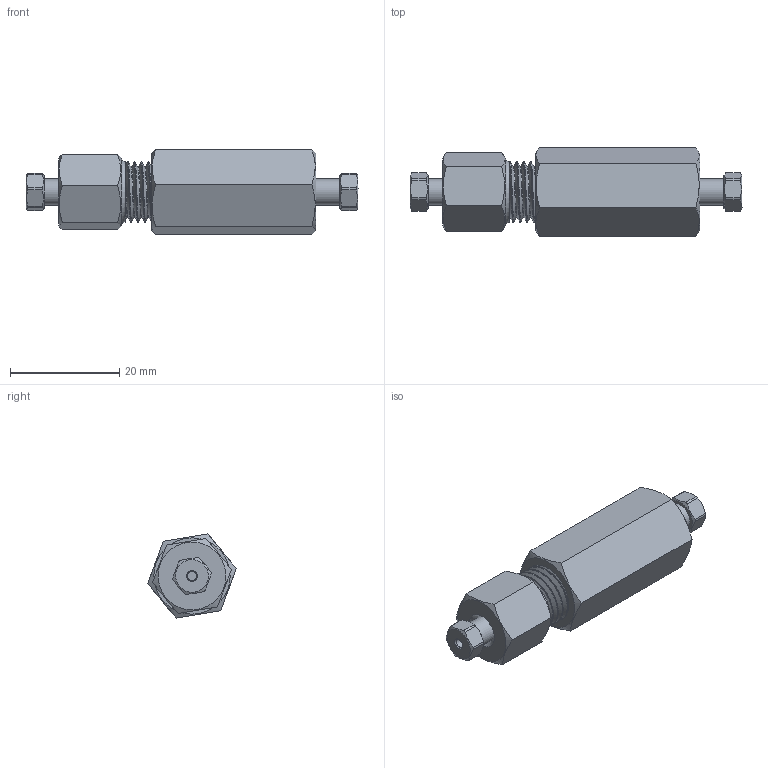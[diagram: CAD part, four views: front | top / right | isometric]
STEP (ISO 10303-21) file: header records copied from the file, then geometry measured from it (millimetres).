
FILE_DESCRIPTION((''),'2;1');
FILE_NAME('305267-PCS412F Precolumn.stp','2013-08-22T12:21:28',('Franzp'),(''),'Autodesk Inventor 2013','Autodesk Inventor 2013','');
FILE_SCHEMA(('AUTOMOTIVE_DESIGN { 1 0 10303 214 1 1 1 1 }'));
Length unit declared in the file: millimetre
Products named in the file (1): 305267_Shrinkwrap_1
Bounding box: 60.89 x 16.27 x 15.46 mm (x, y, z)
Surface area: 4041.4 mm2 (no closed solid volume)
Topology: 0 solids, 9 shells, 69 faces, 180 edges, 119 vertices
Faces by surface type: plane 34, cylinder 18, cone 12, bspline 4, torus 1
Full cylindrical faces by diameter (mm): 1.727 x2, 4.826 x2, 9.229 x2
Entity records: 4560 total; most frequent: CARTESIAN_POINT 3008, ORIENTED_EDGE 284, DIRECTION 280, EDGE_CURVE 154, AXIS2_PLACEMENT_3D 122, VERTEX_POINT 112, EDGE_LOOP 96, FACE_OUTER_BOUND 69
